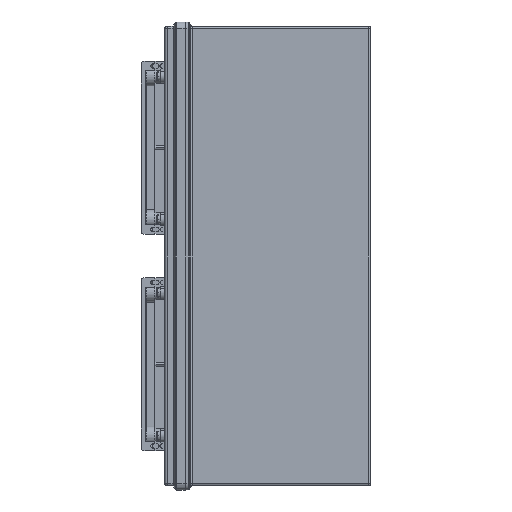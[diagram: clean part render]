
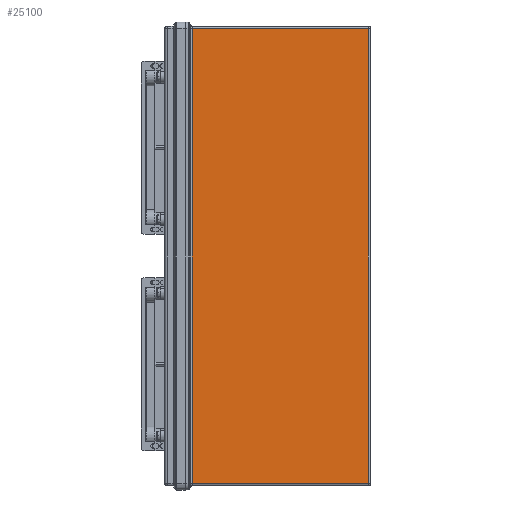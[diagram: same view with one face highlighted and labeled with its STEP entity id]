
A CAD part, left-side view. The second image highlights one B-rep face of the part: STEP entity #25100.
In plain terms, the highlighted planar face has unit normal (-1, 0, 0).
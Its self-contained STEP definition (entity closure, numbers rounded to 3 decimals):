
#358 = VECTOR ( 'NONE', #17776, 1000. ) ;
#1997 = LINE ( 'NONE', #22032, #17405 ) ;
#4090 = AXIS2_PLACEMENT_3D ( 'NONE', #6354, #76618, #83617 ) ;
#4611 = VERTEX_POINT ( 'NONE', #40811 ) ;
#5075 = VERTEX_POINT ( 'NONE', #24458 ) ;
#5163 = EDGE_CURVE ( 'NONE', #74975, #4611, #9158, .T. ) ;
#6354 = CARTESIAN_POINT ( 'NONE',  ( -167.25, -134.8, -167.25 ) ) ;
#7820 = ORIENTED_EDGE ( 'NONE', *, *, #29419, .T. ) ;
#9158 = LINE ( 'NONE', #33586, #29760 ) ;
#9677 = CARTESIAN_POINT ( 'NONE',  ( -167.25, -4.994, 165.45 ) ) ;
#17405 = VECTOR ( 'NONE', #56638, 1000. ) ;
#17776 = DIRECTION ( 'NONE',  ( 0., 0., 1. ) ) ;
#20606 = VECTOR ( 'NONE', #49617, 1000. ) ;
#21085 = EDGE_CURVE ( 'NONE', #5075, #74975, #1997, .T. ) ;
#22032 = CARTESIAN_POINT ( 'NONE',  ( -167.25, -134.8, 165.45 ) ) ;
#22496 = CARTESIAN_POINT ( 'NONE',  ( -167.25, -134.8, -165.45 ) ) ;
#23917 = ORIENTED_EDGE ( 'NONE', *, *, #21085, .T. ) ;
#24458 = CARTESIAN_POINT ( 'NONE',  ( -167.25, -133.3, 165.45 ) ) ;
#25100 = ADVANCED_FACE ( 'NONE', ( #35494 ), #27982, .T. ) ;
#27982 = PLANE ( 'NONE',  #4090 ) ;
#28598 = VERTEX_POINT ( 'NONE', #58999 ) ;
#29419 = EDGE_CURVE ( 'NONE', #28598, #5075, #69075, .T. ) ;
#29760 = VECTOR ( 'NONE', #66974, 1000. ) ;
#33586 = CARTESIAN_POINT ( 'NONE',  ( -167.25, -4.994, -167.25 ) ) ;
#35494 = FACE_OUTER_BOUND ( 'NONE', #40458, .T. ) ;
#35860 = LINE ( 'NONE', #22496, #20606 ) ;
#38643 = ORIENTED_EDGE ( 'NONE', *, *, #5163, .T. ) ;
#40458 = EDGE_LOOP ( 'NONE', ( #61025, #7820, #23917, #38643 ) ) ;
#40811 = CARTESIAN_POINT ( 'NONE',  ( -167.25, -4.994, -165.45 ) ) ;
#49617 = DIRECTION ( 'NONE',  ( 0., -1., 0. ) ) ;
#56638 = DIRECTION ( 'NONE',  ( 0., 1., 0. ) ) ;
#58999 = CARTESIAN_POINT ( 'NONE',  ( -167.25, -133.3, -165.45 ) ) ;
#61025 = ORIENTED_EDGE ( 'NONE', *, *, #64602, .T. ) ;
#64602 = EDGE_CURVE ( 'NONE', #4611, #28598, #35860, .T. ) ;
#66974 = DIRECTION ( 'NONE',  ( 0., 0., -1. ) ) ;
#69075 = LINE ( 'NONE', #73094, #358 ) ;
#73094 = CARTESIAN_POINT ( 'NONE',  ( -167.25, -133.3, 165.45 ) ) ;
#74975 = VERTEX_POINT ( 'NONE', #9677 ) ;
#76618 = DIRECTION ( 'NONE',  ( -1., 0., 0. ) ) ;
#83617 = DIRECTION ( 'NONE',  ( 0., 0., 1. ) ) ;
